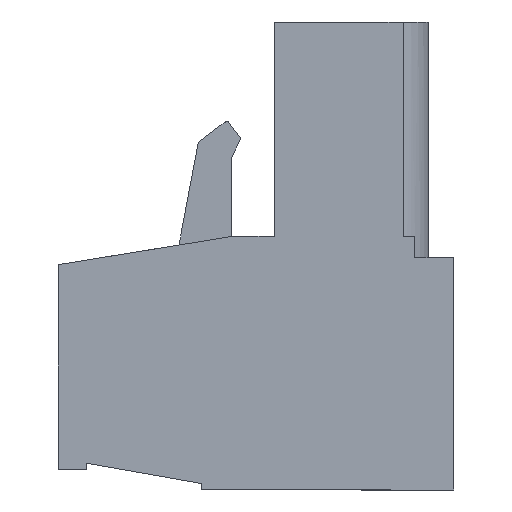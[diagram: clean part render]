
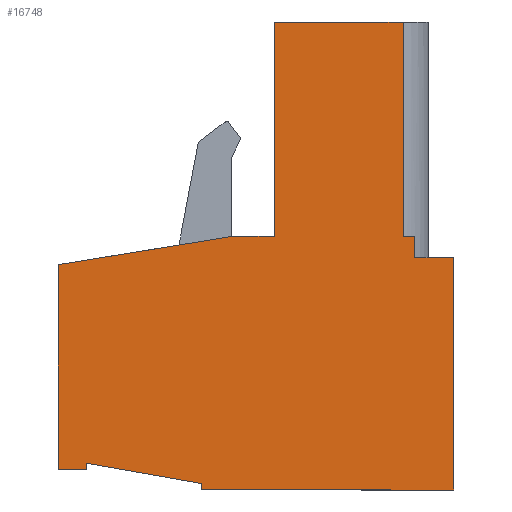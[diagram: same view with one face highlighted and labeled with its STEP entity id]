
A CAD part, left-side view. The second image highlights one B-rep face of the part: STEP entity #16748.
In plain terms, the highlighted planar face has unit normal (-1, 0, 0).
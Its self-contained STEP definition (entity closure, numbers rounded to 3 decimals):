
#67 = VECTOR ( 'NONE', #16366, 1000. ) ;
#107 = VERTEX_POINT ( 'NONE', #16668 ) ;
#188 = LINE ( 'NONE', #967, #5597 ) ;
#276 = CARTESIAN_POINT ( 'NONE',  ( 0., 6.96, 0.85 ) ) ;
#325 = DIRECTION ( 'NONE',  ( 0., 0., -1. ) ) ;
#445 = CARTESIAN_POINT ( 'NONE',  ( 0., 14.24, -7.96 ) ) ;
#488 = LINE ( 'NONE', #11002, #67 ) ;
#894 = ORIENTED_EDGE ( 'NONE', *, *, #11843, .F. ) ;
#907 = DIRECTION ( 'NONE',  ( 0., 0., -1. ) ) ;
#950 = DIRECTION ( 'NONE',  ( 0., -1., 0. ) ) ;
#967 = CARTESIAN_POINT ( 'NONE',  ( 0., 1.51, 0. ) ) ;
#1035 = VERTEX_POINT ( 'NONE', #2582 ) ;
#1060 = EDGE_CURVE ( 'NONE', #4804, #7827, #10708, .T. ) ;
#1417 = CARTESIAN_POINT ( 'NONE',  ( 0., 9.77, -8.75 ) ) ;
#1653 = CARTESIAN_POINT ( 'NONE',  ( 0., 9.77, -8.75 ) ) ;
#1980 = DIRECTION ( 'NONE',  ( 0., 0., 1. ) ) ;
#2039 = LINE ( 'NONE', #10317, #12264 ) ;
#2070 = CARTESIAN_POINT ( 'NONE',  ( 0., 0., 0. ) ) ;
#2072 = VERTEX_POINT ( 'NONE', #8156 ) ;
#2117 = CARTESIAN_POINT ( 'NONE',  ( 0., 0., 0. ) ) ;
#2338 = VERTEX_POINT ( 'NONE', #2070 ) ;
#2392 = ORIENTED_EDGE ( 'NONE', *, *, #1060, .F. ) ;
#2506 = EDGE_CURVE ( 'NONE', #14809, #4804, #8806, .T. ) ;
#2582 = CARTESIAN_POINT ( 'NONE',  ( 0., 1.51, 0.85 ) ) ;
#3113 = DIRECTION ( 'NONE',  ( 0., -1., 0. ) ) ;
#3284 = CARTESIAN_POINT ( 'NONE',  ( 0., 9.77, -9. ) ) ;
#3452 = AXIS2_PLACEMENT_3D ( 'NONE', #2117, #11456, #3478 ) ;
#3478 = DIRECTION ( 'NONE',  ( 0., 0., -1. ) ) ;
#3731 = CARTESIAN_POINT ( 'NONE',  ( 0., 15.33, -0.26 ) ) ;
#3781 = CARTESIAN_POINT ( 'NONE',  ( 0., 6.96, 0.85 ) ) ;
#3891 = ORIENTED_EDGE ( 'NONE', *, *, #5199, .F. ) ;
#4015 = CARTESIAN_POINT ( 'NONE',  ( 0., 0., -9. ) ) ;
#4153 = ORIENTED_EDGE ( 'NONE', *, *, #7735, .F. ) ;
#4233 = EDGE_CURVE ( 'NONE', #15837, #16502, #2039, .T. ) ;
#4238 = CARTESIAN_POINT ( 'NONE',  ( 0., 14.24, -8.2 ) ) ;
#4793 = EDGE_CURVE ( 'NONE', #1035, #107, #5595, .T. ) ;
#4804 = VERTEX_POINT ( 'NONE', #16944 ) ;
#4836 = VECTOR ( 'NONE', #10754, 1000. ) ;
#4840 = ORIENTED_EDGE ( 'NONE', *, *, #9846, .F. ) ;
#5199 = EDGE_CURVE ( 'NONE', #11305, #9485, #12672, .T. ) ;
#5526 = LINE ( 'NONE', #12366, #8247 ) ;
#5584 = ORIENTED_EDGE ( 'NONE', *, *, #2506, .F. ) ;
#5595 = LINE ( 'NONE', #12905, #12267 ) ;
#5597 = VECTOR ( 'NONE', #12940, 1000. ) ;
#5607 = ORIENTED_EDGE ( 'NONE', *, *, #14958, .F. ) ;
#6089 = CARTESIAN_POINT ( 'NONE',  ( 0., 15.33, -8.2 ) ) ;
#6825 = CARTESIAN_POINT ( 'NONE',  ( 0., 8.49, 0.85 ) ) ;
#7080 = EDGE_LOOP ( 'NONE', ( #4153, #8830, #8583, #14410, #894, #10546, #11765, #15563, #3891, #7489, #2392, #5584, #4840, #5607, #16979 ) ) ;
#7096 = VECTOR ( 'NONE', #8679, 1000. ) ;
#7163 = VECTOR ( 'NONE', #325, 1000. ) ;
#7181 = CARTESIAN_POINT ( 'NONE',  ( 0., 1.96, 9.15 ) ) ;
#7426 = PLANE ( 'NONE',  #3452 ) ;
#7489 = ORIENTED_EDGE ( 'NONE', *, *, #13813, .F. ) ;
#7735 = EDGE_CURVE ( 'NONE', #107, #2338, #188, .T. ) ;
#7796 = EDGE_CURVE ( 'NONE', #16502, #14786, #8321, .T. ) ;
#7827 = VERTEX_POINT ( 'NONE', #4238 ) ;
#7896 = VECTOR ( 'NONE', #16131, 1000. ) ;
#7991 = CARTESIAN_POINT ( 'NONE',  ( 0., 15.33, -8.2 ) ) ;
#8156 = CARTESIAN_POINT ( 'NONE',  ( 0., 1.96, 0.85 ) ) ;
#8247 = VECTOR ( 'NONE', #3113, 1000. ) ;
#8321 = LINE ( 'NONE', #3781, #7896 ) ;
#8396 = LINE ( 'NONE', #3731, #8812 ) ;
#8560 = CARTESIAN_POINT ( 'NONE',  ( 0., 1.96, 9.15 ) ) ;
#8583 = ORIENTED_EDGE ( 'NONE', *, *, #12644, .F. ) ;
#8679 = DIRECTION ( 'NONE',  ( 0., -1., 0. ) ) ;
#8806 = LINE ( 'NONE', #1417, #4836 ) ;
#8812 = VECTOR ( 'NONE', #11712, 1000. ) ;
#8830 = ORIENTED_EDGE ( 'NONE', *, *, #4793, .F. ) ;
#8851 = LINE ( 'NONE', #8560, #15931 ) ;
#9106 = CARTESIAN_POINT ( 'NONE',  ( 0., 9.77, -9. ) ) ;
#9137 = VECTOR ( 'NONE', #12008, 1000. ) ;
#9202 = VECTOR ( 'NONE', #12671, 1000. ) ;
#9470 = LINE ( 'NONE', #3284, #15298 ) ;
#9485 = VERTEX_POINT ( 'NONE', #15820 ) ;
#9811 = VERTEX_POINT ( 'NONE', #7181 ) ;
#9846 = EDGE_CURVE ( 'NONE', #15686, #14809, #9470, .T. ) ;
#10270 = CARTESIAN_POINT ( 'NONE',  ( 0., 0., 0. ) ) ;
#10317 = CARTESIAN_POINT ( 'NONE',  ( 0., 8.49, 0.85 ) ) ;
#10501 = EDGE_CURVE ( 'NONE', #9485, #15837, #8396, .T. ) ;
#10546 = ORIENTED_EDGE ( 'NONE', *, *, #7796, .F. ) ;
#10590 = LINE ( 'NONE', #10270, #13715 ) ;
#10708 = LINE ( 'NONE', #445, #7163 ) ;
#10754 = DIRECTION ( 'NONE',  ( 0., 0.985, 0.174 ) ) ;
#11002 = CARTESIAN_POINT ( 'NONE',  ( 0., 14.24, -8.2 ) ) ;
#11248 = DIRECTION ( 'NONE',  ( 0., 0., -1. ) ) ;
#11305 = VERTEX_POINT ( 'NONE', #6089 ) ;
#11336 = CARTESIAN_POINT ( 'NONE',  ( 0., 0., -9. ) ) ;
#11456 = DIRECTION ( 'NONE',  ( 1., 0., 0. ) ) ;
#11600 = FACE_OUTER_BOUND ( 'NONE', #7080, .T. ) ;
#11712 = DIRECTION ( 'NONE',  ( 0., -0.987, 0.16 ) ) ;
#11765 = ORIENTED_EDGE ( 'NONE', *, *, #4233, .F. ) ;
#11843 = EDGE_CURVE ( 'NONE', #14786, #9811, #13772, .T. ) ;
#12008 = DIRECTION ( 'NONE',  ( 0., 0., 1. ) ) ;
#12264 = VECTOR ( 'NONE', #950, 1000. ) ;
#12267 = VECTOR ( 'NONE', #14237, 1000. ) ;
#12366 = CARTESIAN_POINT ( 'NONE',  ( 0., 1.96, 0.85 ) ) ;
#12644 = EDGE_CURVE ( 'NONE', #2072, #1035, #5526, .T. ) ;
#12671 = DIRECTION ( 'NONE',  ( 0., 1., 0. ) ) ;
#12672 = LINE ( 'NONE', #7991, #9137 ) ;
#12905 = CARTESIAN_POINT ( 'NONE',  ( 0., 1.51, 0.85 ) ) ;
#12940 = DIRECTION ( 'NONE',  ( 0., -1., 0. ) ) ;
#13266 = EDGE_CURVE ( 'NONE', #9811, #2072, #8851, .T. ) ;
#13715 = VECTOR ( 'NONE', #907, 1000. ) ;
#13772 = LINE ( 'NONE', #15326, #7096 ) ;
#13813 = EDGE_CURVE ( 'NONE', #7827, #11305, #488, .T. ) ;
#14237 = DIRECTION ( 'NONE',  ( 0., 0., -1. ) ) ;
#14410 = ORIENTED_EDGE ( 'NONE', *, *, #13266, .F. ) ;
#14786 = VERTEX_POINT ( 'NONE', #16308 ) ;
#14809 = VERTEX_POINT ( 'NONE', #1653 ) ;
#14958 = EDGE_CURVE ( 'NONE', #15796, #15686, #16302, .T. ) ;
#15298 = VECTOR ( 'NONE', #1980, 1000. ) ;
#15326 = CARTESIAN_POINT ( 'NONE',  ( 0., 6.96, 9.15 ) ) ;
#15563 = ORIENTED_EDGE ( 'NONE', *, *, #10501, .F. ) ;
#15686 = VERTEX_POINT ( 'NONE', #9106 ) ;
#15796 = VERTEX_POINT ( 'NONE', #4015 ) ;
#15820 = CARTESIAN_POINT ( 'NONE',  ( 0., 15.33, -0.26 ) ) ;
#15837 = VERTEX_POINT ( 'NONE', #6825 ) ;
#15931 = VECTOR ( 'NONE', #11248, 1000. ) ;
#16131 = DIRECTION ( 'NONE',  ( 0., 0., 1. ) ) ;
#16166 = EDGE_CURVE ( 'NONE', #2338, #15796, #10590, .T. ) ;
#16302 = LINE ( 'NONE', #11336, #9202 ) ;
#16308 = CARTESIAN_POINT ( 'NONE',  ( 0., 6.96, 9.15 ) ) ;
#16366 = DIRECTION ( 'NONE',  ( 0., 1., 0. ) ) ;
#16502 = VERTEX_POINT ( 'NONE', #276 ) ;
#16668 = CARTESIAN_POINT ( 'NONE',  ( 0., 1.51, 0. ) ) ;
#16748 = ADVANCED_FACE ( 'NONE', ( #11600 ), #7426, .F. ) ;
#16944 = CARTESIAN_POINT ( 'NONE',  ( 0., 14.24, -7.96 ) ) ;
#16979 = ORIENTED_EDGE ( 'NONE', *, *, #16166, .F. ) ;
